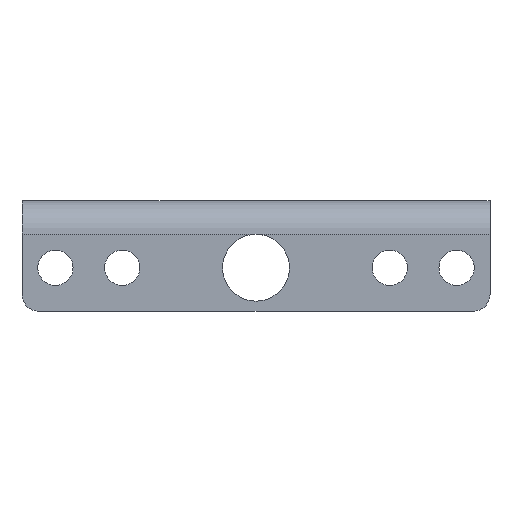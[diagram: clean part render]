
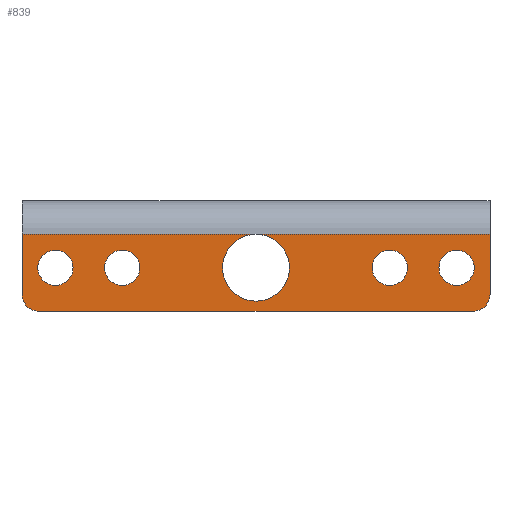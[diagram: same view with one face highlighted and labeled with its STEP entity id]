
A CAD part, front view. The second image highlights one B-rep face of the part: STEP entity #839.
In plain terms, the highlighted planar face has unit normal (0, -1, 0).
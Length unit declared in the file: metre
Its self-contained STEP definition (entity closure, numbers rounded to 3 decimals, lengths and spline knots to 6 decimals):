
#6 = ORIENTED_EDGE ( 'NONE', *, *, #740, .F. ) ;
#18 = EDGE_CURVE ( 'NONE', #1431, #174, #239, .T. ) ;
#34 = EDGE_LOOP ( 'NONE', ( #87, #316 ) ) ;
#35 = EDGE_CURVE ( 'NONE', #105, #327, #54, .T. ) ;
#40 = DIRECTION ( 'NONE',  ( -1., 0., 0. ) ) ;
#43 = LINE ( 'NONE', #672, #1182 ) ;
#54 = CIRCLE ( 'NONE', #787, 0.00635 ) ;
#86 = ORIENTED_EDGE ( 'NONE', *, *, #1460, .F. ) ;
#87 = ORIENTED_EDGE ( 'NONE', *, *, #872, .F. ) ;
#102 = DIRECTION ( 'NONE',  ( 0., 0., 1. ) ) ;
#105 = VERTEX_POINT ( 'NONE', #334 ) ;
#118 = EDGE_LOOP ( 'NONE', ( #1314, #963 ) ) ;
#125 = DIRECTION ( 'NONE',  ( 0., 0., 1. ) ) ;
#142 = EDGE_CURVE ( 'NONE', #1014, #796, #1215, .T. ) ;
#150 = CARTESIAN_POINT ( 'NONE',  ( 0.04445, -0.028575, -0.00635 ) ) ;
#174 = VERTEX_POINT ( 'NONE', #637 ) ;
#183 = FACE_BOUND ( 'NONE', #1120, .T. ) ;
#207 = VERTEX_POINT ( 'NONE', #475 ) ;
#209 = EDGE_CURVE ( 'NONE', #216, #207, #1298, .T. ) ;
#216 = VERTEX_POINT ( 'NONE', #1476 ) ;
#218 = EDGE_CURVE ( 'NONE', #1042, #1431, #233, .T. ) ;
#231 = DIRECTION ( 'NONE',  ( 1., 0., 0. ) ) ;
#233 = LINE ( 'NONE', #419, #913 ) ;
#238 = DIRECTION ( 'NONE',  ( 0., -1., 0. ) ) ;
#239 = LINE ( 'NONE', #421, #454 ) ;
#242 = CIRCLE ( 'NONE', #424, 0.003353 ) ;
#260 = ORIENTED_EDGE ( 'NONE', *, *, #827, .F. ) ;
#295 = EDGE_CURVE ( 'NONE', #1244, #1122, #775, .T. ) ;
#298 = CARTESIAN_POINT ( 'NONE',  ( 0.0254, -0.028575, -0.016053 ) ) ;
#305 = AXIS2_PLACEMENT_3D ( 'NONE', #526, #529, #1144 ) ;
#307 = DIRECTION ( 'NONE',  ( 0., 0., 1. ) ) ;
#316 = ORIENTED_EDGE ( 'NONE', *, *, #1485, .F. ) ;
#327 = VERTEX_POINT ( 'NONE', #573 ) ;
#330 = ORIENTED_EDGE ( 'NONE', *, *, #1413, .F. ) ;
#334 = CARTESIAN_POINT ( 'NONE',  ( 0., -0.028575, -0.01905 ) ) ;
#344 = CARTESIAN_POINT ( 'NONE',  ( -0.04445, -0.028575, -0.00635 ) ) ;
#355 = EDGE_LOOP ( 'NONE', ( #1462, #6, #535, #86, #762, #553 ) ) ;
#401 = DIRECTION ( 'NONE',  ( 0., 0., -1. ) ) ;
#418 = CARTESIAN_POINT ( 'NONE',  ( 0.0381, -0.028575, -0.0127 ) ) ;
#419 = CARTESIAN_POINT ( 'NONE',  ( -0.04445, -0.028575, -0.00635 ) ) ;
#421 = CARTESIAN_POINT ( 'NONE',  ( 0.04445, -0.028575, -0.003175 ) ) ;
#424 = AXIS2_PLACEMENT_3D ( 'NONE', #1433, #1439, #1211 ) ;
#425 = DIRECTION ( 'NONE',  ( 0., 0., 1. ) ) ;
#438 = CARTESIAN_POINT ( 'NONE',  ( 0.04445, -0.028575, -0.003175 ) ) ;
#454 = VECTOR ( 'NONE', #401, 1. ) ;
#458 = CARTESIAN_POINT ( 'NONE',  ( 0.0254, -0.028575, -0.009347 ) ) ;
#461 = DIRECTION ( 'NONE',  ( 0., -1., 0. ) ) ;
#468 = CARTESIAN_POINT ( 'NONE',  ( 0., -0.028575, -0.0127 ) ) ;
#475 = CARTESIAN_POINT ( 'NONE',  ( 0.0381, -0.028575, -0.009347 ) ) ;
#494 = CARTESIAN_POINT ( 'NONE',  ( -0.04445, -0.028575, -0.01778 ) ) ;
#498 = VERTEX_POINT ( 'NONE', #494 ) ;
#513 = DIRECTION ( 'NONE',  ( 0., 0., 1. ) ) ;
#526 = CARTESIAN_POINT ( 'NONE',  ( 0.0381, -0.028575, -0.0127 ) ) ;
#529 = DIRECTION ( 'NONE',  ( 0., -1., 0. ) ) ;
#535 = ORIENTED_EDGE ( 'NONE', *, *, #621, .F. ) ;
#541 = EDGE_CURVE ( 'NONE', #327, #105, #663, .T. ) ;
#553 = ORIENTED_EDGE ( 'NONE', *, *, #18, .F. ) ;
#569 = CIRCLE ( 'NONE', #1114, 0.003175 ) ;
#573 = CARTESIAN_POINT ( 'NONE',  ( 0., -0.028575, -0.00635 ) ) ;
#580 = FACE_BOUND ( 'NONE', #34, .T. ) ;
#583 = FACE_BOUND ( 'NONE', #1264, .T. ) ;
#621 = EDGE_CURVE ( 'NONE', #1513, #498, #569, .T. ) ;
#637 = CARTESIAN_POINT ( 'NONE',  ( 0.04445, -0.028575, -0.01778 ) ) ;
#659 = PLANE ( 'NONE',  #1085 ) ;
#663 = CIRCLE ( 'NONE', #948, 0.00635 ) ;
#672 = CARTESIAN_POINT ( 'NONE',  ( -0.04445, -0.028575, -0.020955 ) ) ;
#682 = AXIS2_PLACEMENT_3D ( 'NONE', #968, #733, #125 ) ;
#686 = CIRCLE ( 'NONE', #1317, 0.003353 ) ;
#730 = AXIS2_PLACEMENT_3D ( 'NONE', #909, #912, #513 ) ;
#733 = DIRECTION ( 'NONE',  ( 0., -1., 0. ) ) ;
#740 = EDGE_CURVE ( 'NONE', #498, #1042, #43, .T. ) ;
#741 = CARTESIAN_POINT ( 'NONE',  ( -0.041275, -0.028575, -0.01778 ) ) ;
#762 = ORIENTED_EDGE ( 'NONE', *, *, #1028, .F. ) ;
#775 = CIRCLE ( 'NONE', #1169, 0.003353 ) ;
#779 = DIRECTION ( 'NONE',  ( 0., 0., 1. ) ) ;
#787 = AXIS2_PLACEMENT_3D ( 'NONE', #1023, #801, #102 ) ;
#796 = VERTEX_POINT ( 'NONE', #458 ) ;
#801 = DIRECTION ( 'NONE',  ( 0., -1., 0. ) ) ;
#816 = CARTESIAN_POINT ( 'NONE',  ( 0.041275, -0.028575, -0.020955 ) ) ;
#819 = AXIS2_PLACEMENT_3D ( 'NONE', #875, #945, #1454 ) ;
#826 = CARTESIAN_POINT ( 'NONE',  ( -0.041275, -0.028575, -0.020955 ) ) ;
#827 = EDGE_CURVE ( 'NONE', #1122, #1244, #1146, .T. ) ;
#833 = CARTESIAN_POINT ( 'NONE',  ( 0.04445, -0.028575, -0.020955 ) ) ;
#838 = FACE_BOUND ( 'NONE', #118, .T. ) ;
#839 = ADVANCED_FACE ( 'NONE', ( #1390, #958, #183, #580, #583, #838 ), #659, .F. ) ;
#840 = DIRECTION ( 'NONE',  ( 0., -1., 0. ) ) ;
#850 = DIRECTION ( 'NONE',  ( 0., 0., 1. ) ) ;
#852 = CARTESIAN_POINT ( 'NONE',  ( -0.0254, -0.028575, -0.0127 ) ) ;
#864 = DIRECTION ( 'NONE',  ( 0., 1., 0. ) ) ;
#872 = EDGE_CURVE ( 'NONE', #1230, #1514, #686, .T. ) ;
#875 = CARTESIAN_POINT ( 'NONE',  ( -0.0254, -0.028575, -0.0127 ) ) ;
#880 = DIRECTION ( 'NONE',  ( 0., -1., 0. ) ) ;
#887 = CARTESIAN_POINT ( 'NONE',  ( 0.0254, -0.028575, -0.0127 ) ) ;
#898 = DIRECTION ( 'NONE',  ( 0., 1., 0. ) ) ;
#909 = CARTESIAN_POINT ( 'NONE',  ( 0.041275, -0.028575, -0.01778 ) ) ;
#912 = DIRECTION ( 'NONE',  ( 0., 1., 0. ) ) ;
#913 = VECTOR ( 'NONE', #231, 1. ) ;
#918 = CARTESIAN_POINT ( 'NONE',  ( -0.0381, -0.028575, -0.016053 ) ) ;
#922 = ORIENTED_EDGE ( 'NONE', *, *, #142, .F. ) ;
#945 = DIRECTION ( 'NONE',  ( 0., -1., 0. ) ) ;
#948 = AXIS2_PLACEMENT_3D ( 'NONE', #468, #238, #425 ) ;
#958 = FACE_OUTER_BOUND ( 'NONE', #355, .T. ) ;
#963 = ORIENTED_EDGE ( 'NONE', *, *, #209, .F. ) ;
#968 = CARTESIAN_POINT ( 'NONE',  ( -0.0381, -0.028575, -0.0127 ) ) ;
#1014 = VERTEX_POINT ( 'NONE', #298 ) ;
#1023 = CARTESIAN_POINT ( 'NONE',  ( 0., -0.028575, -0.0127 ) ) ;
#1028 = EDGE_CURVE ( 'NONE', #174, #1456, #1239, .T. ) ;
#1042 = VERTEX_POINT ( 'NONE', #344 ) ;
#1064 = VECTOR ( 'NONE', #40, 1. ) ;
#1066 = DIRECTION ( 'NONE',  ( 0., 0., 1. ) ) ;
#1083 = CARTESIAN_POINT ( 'NONE',  ( -0.0381, -0.028575, -0.009347 ) ) ;
#1085 = AXIS2_PLACEMENT_3D ( 'NONE', #438, #898, #1066 ) ;
#1104 = CARTESIAN_POINT ( 'NONE',  ( -0.0254, -0.028575, -0.009347 ) ) ;
#1114 = AXIS2_PLACEMENT_3D ( 'NONE', #741, #864, #307 ) ;
#1120 = EDGE_LOOP ( 'NONE', ( #1285, #260 ) ) ;
#1122 = VERTEX_POINT ( 'NONE', #918 ) ;
#1139 = ORIENTED_EDGE ( 'NONE', *, *, #541, .F. ) ;
#1144 = DIRECTION ( 'NONE',  ( 0., 0., 1. ) ) ;
#1146 = CIRCLE ( 'NONE', #682, 0.003353 ) ;
#1169 = AXIS2_PLACEMENT_3D ( 'NONE', #1260, #461, #1484 ) ;
#1173 = EDGE_CURVE ( 'NONE', #207, #216, #1350, .T. ) ;
#1180 = CARTESIAN_POINT ( 'NONE',  ( -0.0254, -0.028575, -0.016053 ) ) ;
#1182 = VECTOR ( 'NONE', #779, 1. ) ;
#1191 = DIRECTION ( 'NONE',  ( 0., 0., 1. ) ) ;
#1211 = DIRECTION ( 'NONE',  ( 0., 0., 1. ) ) ;
#1215 = CIRCLE ( 'NONE', #1483, 0.003353 ) ;
#1222 = LINE ( 'NONE', #833, #1064 ) ;
#1230 = VERTEX_POINT ( 'NONE', #1104 ) ;
#1239 = CIRCLE ( 'NONE', #730, 0.003175 ) ;
#1244 = VERTEX_POINT ( 'NONE', #1083 ) ;
#1260 = CARTESIAN_POINT ( 'NONE',  ( -0.0381, -0.028575, -0.0127 ) ) ;
#1264 = EDGE_LOOP ( 'NONE', ( #330, #922 ) ) ;
#1285 = ORIENTED_EDGE ( 'NONE', *, *, #295, .F. ) ;
#1297 = CIRCLE ( 'NONE', #819, 0.003353 ) ;
#1298 = CIRCLE ( 'NONE', #305, 0.003353 ) ;
#1314 = ORIENTED_EDGE ( 'NONE', *, *, #1173, .F. ) ;
#1317 = AXIS2_PLACEMENT_3D ( 'NONE', #852, #840, #850 ) ;
#1318 = ORIENTED_EDGE ( 'NONE', *, *, #35, .F. ) ;
#1327 = DIRECTION ( 'NONE',  ( 0., 0., 1. ) ) ;
#1350 = CIRCLE ( 'NONE', #1368, 0.003353 ) ;
#1368 = AXIS2_PLACEMENT_3D ( 'NONE', #418, #1528, #1191 ) ;
#1390 = FACE_BOUND ( 'NONE', #1447, .T. ) ;
#1413 = EDGE_CURVE ( 'NONE', #796, #1014, #242, .T. ) ;
#1431 = VERTEX_POINT ( 'NONE', #150 ) ;
#1433 = CARTESIAN_POINT ( 'NONE',  ( 0.0254, -0.028575, -0.0127 ) ) ;
#1439 = DIRECTION ( 'NONE',  ( 0., -1., 0. ) ) ;
#1447 = EDGE_LOOP ( 'NONE', ( #1139, #1318 ) ) ;
#1454 = DIRECTION ( 'NONE',  ( 0., 0., 1. ) ) ;
#1456 = VERTEX_POINT ( 'NONE', #816 ) ;
#1460 = EDGE_CURVE ( 'NONE', #1456, #1513, #1222, .T. ) ;
#1462 = ORIENTED_EDGE ( 'NONE', *, *, #218, .F. ) ;
#1476 = CARTESIAN_POINT ( 'NONE',  ( 0.0381, -0.028575, -0.016053 ) ) ;
#1483 = AXIS2_PLACEMENT_3D ( 'NONE', #887, #880, #1327 ) ;
#1484 = DIRECTION ( 'NONE',  ( 0., 0., 1. ) ) ;
#1485 = EDGE_CURVE ( 'NONE', #1514, #1230, #1297, .T. ) ;
#1513 = VERTEX_POINT ( 'NONE', #826 ) ;
#1514 = VERTEX_POINT ( 'NONE', #1180 ) ;
#1528 = DIRECTION ( 'NONE',  ( 0., -1., 0. ) ) ;
